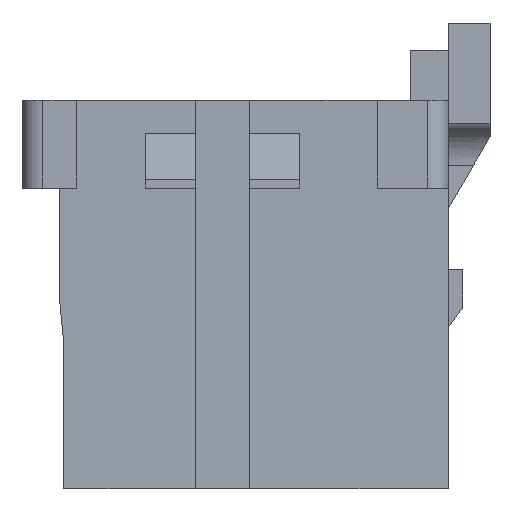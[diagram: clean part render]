
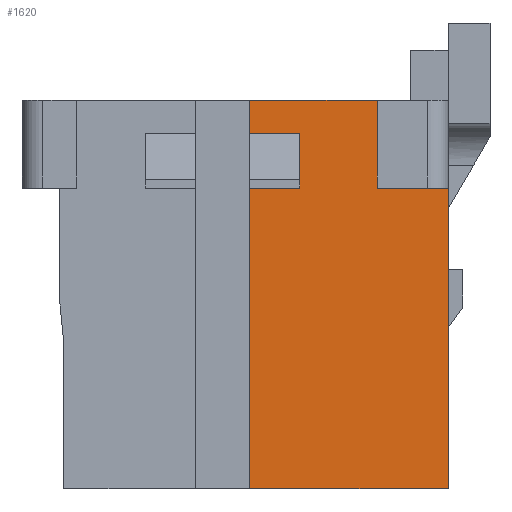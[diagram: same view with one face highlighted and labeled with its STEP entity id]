
A CAD part, left-side view. The second image highlights one B-rep face of the part: STEP entity #1620.
In plain terms, the highlighted planar face has unit normal (-1, 0, 0).
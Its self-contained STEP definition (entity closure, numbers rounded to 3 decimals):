
#1620 = ADVANCED_FACE( '', ( #3654 ), #3655, .F. );
#3654 = FACE_OUTER_BOUND( '', #6056, .T. );
#3655 = PLANE( '', #6057 );
#6056 = EDGE_LOOP( '', ( #11116, #11117, #11118, #11119, #11120, #11121, #11122, #11123, #11124, #11125 ) );
#6057 = AXIS2_PLACEMENT_3D( '', #11126, #11127, #11128 );
#11116 = ORIENTED_EDGE( '', *, *, #15844, .T. );
#11117 = ORIENTED_EDGE( '', *, *, #16236, .T. );
#11118 = ORIENTED_EDGE( '', *, *, #16671, .F. );
#11119 = ORIENTED_EDGE( '', *, *, #16484, .F. );
#11120 = ORIENTED_EDGE( '', *, *, #16672, .F. );
#11121 = ORIENTED_EDGE( '', *, *, #16673, .F. );
#11122 = ORIENTED_EDGE( '', *, *, #16674, .F. );
#11123 = ORIENTED_EDGE( '', *, *, #14894, .F. );
#11124 = ORIENTED_EDGE( '', *, *, #16675, .F. );
#11125 = ORIENTED_EDGE( '', *, *, #15545, .T. );
#11126 = CARTESIAN_POINT( '', ( -12.8, 0., 0. ) );
#11127 = DIRECTION( '', ( 1., 0., 0. ) );
#11128 = DIRECTION( '', ( 0., 0., -1. ) );
#14894 = EDGE_CURVE( '', #18098, #18100, #18101, .T. );
#15545 = EDGE_CURVE( '', #19188, #19192, #19194, .T. );
#15844 = EDGE_CURVE( '', #19192, #19663, #19664, .T. );
#16236 = EDGE_CURVE( '', #19663, #20238, #20239, .T. );
#16484 = EDGE_CURVE( '', #20596, #20598, #20599, .T. );
#16671 = EDGE_CURVE( '', #20598, #20238, #20843, .T. );
#16672 = EDGE_CURVE( '', #20844, #20596, #20845, .T. );
#16673 = EDGE_CURVE( '', #20846, #20844, #20847, .T. );
#16674 = EDGE_CURVE( '', #18100, #20846, #20848, .T. );
#16675 = EDGE_CURVE( '', #19188, #18098, #20849, .T. );
#18098 = VERTEX_POINT( '', #22652 );
#18100 = VERTEX_POINT( '', #22655 );
#18101 = LINE( '', #22656, #22657 );
#19188 = VERTEX_POINT( '', #24266 );
#19192 = VERTEX_POINT( '', #24272 );
#19194 = LINE( '', #24275, #24276 );
#19663 = VERTEX_POINT( '', #24974 );
#19664 = LINE( '', #24975, #24976 );
#20238 = VERTEX_POINT( '', #25845 );
#20239 = LINE( '', #25846, #25847 );
#20596 = VERTEX_POINT( '', #26402 );
#20598 = VERTEX_POINT( '', #26405 );
#20599 = LINE( '', #26406, #26407 );
#20843 = LINE( '', #26783, #26784 );
#20844 = VERTEX_POINT( '', #26785 );
#20845 = LINE( '', #26786, #26787 );
#20846 = VERTEX_POINT( '', #26788 );
#20847 = LINE( '', #26789, #26790 );
#20848 = LINE( '', #26791, #26792 );
#20849 = LINE( '', #26793, #26794 );
#22652 = CARTESIAN_POINT( '', ( -12.8, -0.35, 4.65 ) );
#22655 = CARTESIAN_POINT( '', ( -12.8, -3.4, 4.65 ) );
#22656 = CARTESIAN_POINT( '', ( -12.8, 5.1, 4.65 ) );
#22657 = VECTOR( '', #28421, 1000. );
#24266 = CARTESIAN_POINT( '', ( -12.8, -0.35, 3.85 ) );
#24272 = CARTESIAN_POINT( '', ( -12.8, -1.55, 3.85 ) );
#24275 = CARTESIAN_POINT( '', ( -12.8, -0.35, 3.85 ) );
#24276 = VECTOR( '', #28983, 1000. );
#24974 = CARTESIAN_POINT( '', ( -12.8, -1.55, 2.55 ) );
#24975 = CARTESIAN_POINT( '', ( -12.8, -1.55, 3.85 ) );
#24976 = VECTOR( '', #29222, 1000. );
#25845 = CARTESIAN_POINT( '', ( -12.8, -0.35, 2.55 ) );
#25846 = CARTESIAN_POINT( '', ( -12.8, -1.55, 2.55 ) );
#25847 = VECTOR( '', #29539, 1000. );
#26402 = CARTESIAN_POINT( '', ( -12.8, -5.1, -4.65 ) );
#26405 = CARTESIAN_POINT( '', ( -12.8, -0.35, -4.65 ) );
#26406 = CARTESIAN_POINT( '', ( -12.8, -5.1, -4.65 ) );
#26407 = VECTOR( '', #29745, 1000. );
#26783 = CARTESIAN_POINT( '', ( -12.8, -0.35, -4.65 ) );
#26784 = VECTOR( '', #29893, 1000. );
#26785 = CARTESIAN_POINT( '', ( -12.8, -5.1, 2.55 ) );
#26786 = CARTESIAN_POINT( '', ( -12.8, -5.1, 4.65 ) );
#26787 = VECTOR( '', #29894, 1000. );
#26788 = CARTESIAN_POINT( '', ( -12.8, -3.4, 2.55 ) );
#26789 = CARTESIAN_POINT( '', ( -12.8, -3.4, 2.55 ) );
#26790 = VECTOR( '', #29895, 1000. );
#26791 = CARTESIAN_POINT( '', ( -12.8, -3.4, 4.65 ) );
#26792 = VECTOR( '', #29896, 1000. );
#26793 = CARTESIAN_POINT( '', ( -12.8, -0.35, -4.65 ) );
#26794 = VECTOR( '', #29897, 1000. );
#28421 = DIRECTION( '', ( 0., -1., 0. ) );
#28983 = DIRECTION( '', ( 0., -1., 0. ) );
#29222 = DIRECTION( '', ( 0., 0., -1. ) );
#29539 = DIRECTION( '', ( 0., 1., 0. ) );
#29745 = DIRECTION( '', ( 0., 1., 0. ) );
#29893 = DIRECTION( '', ( 0., 0., 1. ) );
#29894 = DIRECTION( '', ( 0., 0., -1. ) );
#29895 = DIRECTION( '', ( 0., -1., 0. ) );
#29896 = DIRECTION( '', ( 0., 0., -1. ) );
#29897 = DIRECTION( '', ( 0., 0., 1. ) );
